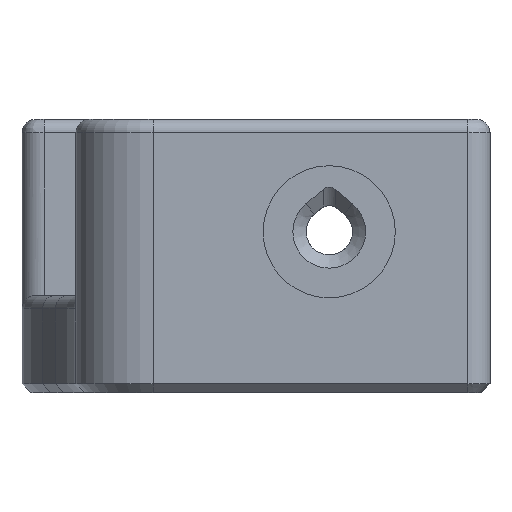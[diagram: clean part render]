
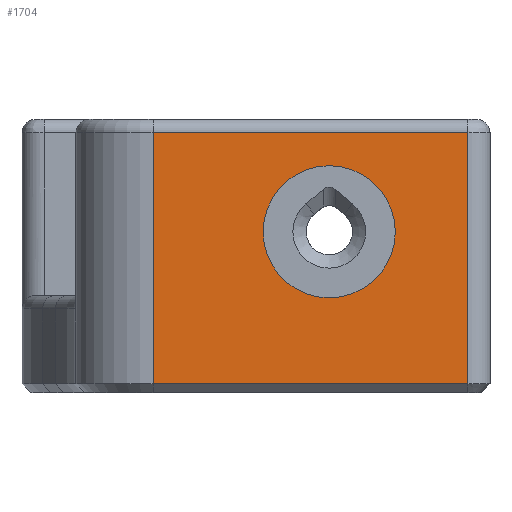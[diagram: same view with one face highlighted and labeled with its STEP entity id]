
A CAD part, front view. The second image highlights one B-rep face of the part: STEP entity #1704.
In plain terms, the highlighted planar face has unit normal (0, -1, 0).
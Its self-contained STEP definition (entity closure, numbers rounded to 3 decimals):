
#109=FACE_BOUND('',#559,.T.);
#143=LINE('',#2721,#277);
#149=LINE('',#2790,#283);
#151=LINE('',#2796,#285);
#152=LINE('',#2797,#286);
#277=VECTOR('',#2104,10.);
#283=VECTOR('',#2160,10.);
#285=VECTOR('',#2166,10.);
#286=VECTOR('',#2167,10.);
#390=PLANE('',#1863);
#449=FACE_OUTER_BOUND('',#558,.T.);
#558=EDGE_LOOP('',(#1272,#1273,#1274,#1275));
#559=EDGE_LOOP('',(#1276));
#695=CIRCLE('',#1864,3.);
#786=VERTEX_POINT('',#2715);
#787=VERTEX_POINT('',#2719);
#798=VERTEX_POINT('',#2789);
#800=VERTEX_POINT('',#2795);
#801=VERTEX_POINT('',#2798);
#950=EDGE_CURVE('',#786,#787,#143,.T.);
#972=EDGE_CURVE('',#787,#798,#149,.T.);
#975=EDGE_CURVE('',#800,#786,#151,.T.);
#976=EDGE_CURVE('',#798,#800,#152,.T.);
#977=EDGE_CURVE('',#801,#801,#695,.T.);
#1272=ORIENTED_EDGE('',*,*,#950,.F.);
#1273=ORIENTED_EDGE('',*,*,#975,.F.);
#1274=ORIENTED_EDGE('',*,*,#976,.F.);
#1275=ORIENTED_EDGE('',*,*,#972,.F.);
#1276=ORIENTED_EDGE('',*,*,#977,.T.);
#1704=ADVANCED_FACE('',(#449,#109),#390,.T.);
#1863=AXIS2_PLACEMENT_3D('',#2794,#2164,#2165);
#1864=AXIS2_PLACEMENT_3D('',#2799,#2168,#2169);
#2104=DIRECTION('',(1.,0.,0.));
#2160=DIRECTION('',(0.,0.,-1.));
#2164=DIRECTION('center_axis',(0.,-1.,0.));
#2165=DIRECTION('ref_axis',(-1.,0.,0.));
#2166=DIRECTION('',(0.,0.,1.));
#2167=DIRECTION('',(-1.,0.,0.));
#2168=DIRECTION('center_axis',(0.,1.,0.));
#2169=DIRECTION('ref_axis',(1.,0.,0.));
#2715=CARTESIAN_POINT('',(-8.,-23.5,7.4));
#2719=CARTESIAN_POINT('',(6.3,-23.5,7.4));
#2721=CARTESIAN_POINT('',(-0.188,-23.5,7.4));
#2789=CARTESIAN_POINT('',(6.3,-23.5,-4.));
#2790=CARTESIAN_POINT('',(6.3,-23.5,3.65));
#2794=CARTESIAN_POINT('Origin',(4.4,-23.5,0.));
#2795=CARTESIAN_POINT('',(-8.,-23.5,-4.));
#2796=CARTESIAN_POINT('',(-8.,-23.5,0.));
#2797=CARTESIAN_POINT('',(-0.188,-23.5,-4.));
#2798=CARTESIAN_POINT('',(-3.,-23.5,2.9));
#2799=CARTESIAN_POINT('Origin',(0.,-23.5,2.9));
